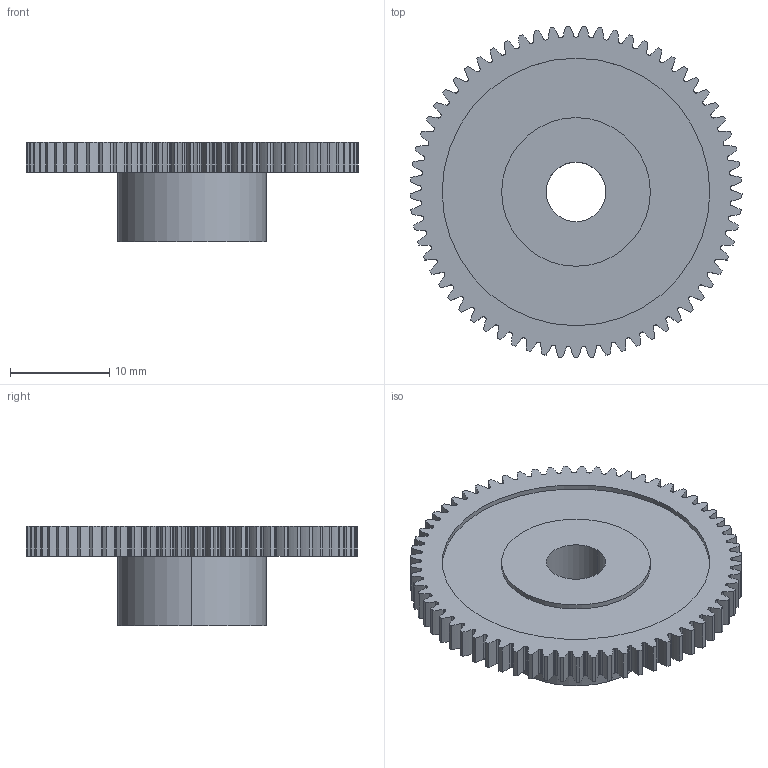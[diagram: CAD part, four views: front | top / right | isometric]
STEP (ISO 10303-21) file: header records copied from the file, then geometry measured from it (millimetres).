
FILE_DESCRIPTION (( 'STEP AP214' ), '1' );
FILE_NAME ('119-005-065.step', '2010-07-19T13:53:21', ( 'WMH Herion Antriebstechnik GmbH' ), ( 'WMH Herion Antriebstechnik GmbH' ), 'SwSTEP 2.0', 'SolidWorks 2010', '' );
FILE_SCHEMA (( 'AUTOMOTIVE_DESIGN' ));
Length unit declared in the file: millimetre
Products named in the file (1): 119-005-065
Bounding box: 33.5 x 33.49 x 10 mm (x, y, z)
Volume: 3037.4 mm3; surface area: 2847.2 mm2
Topology: 1 solids, 1 shells, 437 faces, 1293 edges, 862 vertices
Faces by surface type: cylinder 431, plane 6
Entity records: 15187 total; most frequent: DIRECTION 3031, CARTESIAN_POINT 2593, ORIENTED_EDGE 2586, AXIS2_PLACEMENT_3D 1300, EDGE_CURVE 1293, VERTEX_POINT 862, CIRCLE 862, EDGE_LOOP 443
